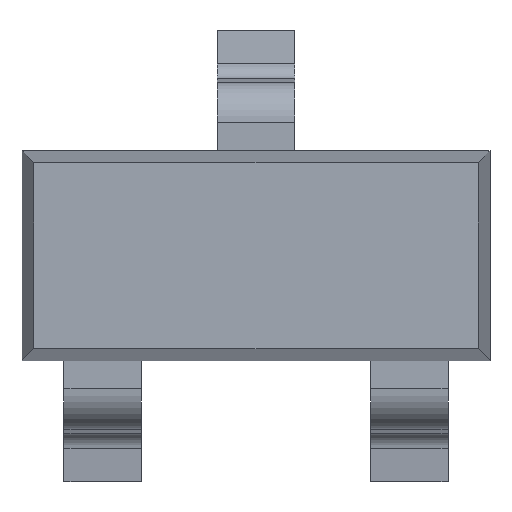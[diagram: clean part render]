
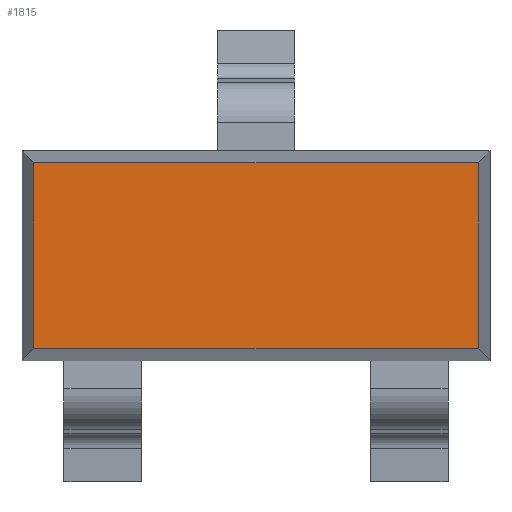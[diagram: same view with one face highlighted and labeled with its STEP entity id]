
A CAD part, top view. The second image highlights one B-rep face of the part: STEP entity #1815.
In plain terms, the highlighted planar face has unit normal (0, 0, 1).
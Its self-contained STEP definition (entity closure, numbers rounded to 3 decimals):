
#324 = PLANE ( 'NONE',  #1119 ) ;
#339 = FACE_OUTER_BOUND ( 'NONE', #1440, .T. ) ;
#349 = CARTESIAN_POINT ( 'NONE',  ( 1.45, 0.65, 1.3 ) ) ;
#350 = DIRECTION ( 'NONE',  ( 0., 0., -1. ) ) ;
#351 = DIRECTION ( 'NONE',  ( -1., 0., 0. ) ) ;
#628 = LINE ( 'NONE', #1935, #1092 ) ;
#683 = CARTESIAN_POINT ( 'NONE',  ( 1.45, 0.576, 1.3 ) ) ;
#684 = DIRECTION ( 'NONE',  ( -1., 0., 0. ) ) ;
#685 = LINE ( 'NONE', #686, #1094 ) ;
#686 = CARTESIAN_POINT ( 'NONE',  ( -1.376, 0.65, 1.3 ) ) ;
#687 = DIRECTION ( 'NONE',  ( 0., -1., 0. ) ) ;
#688 = LINE ( 'NONE', #689, #1095 ) ;
#689 = CARTESIAN_POINT ( 'NONE',  ( 1.45, -0.576, 1.3 ) ) ;
#690 = DIRECTION ( 'NONE',  ( 1., 0., 0. ) ) ;
#1067 = VECTOR ( 'NONE', #684, 1000. ) ;
#1092 = VECTOR ( 'NONE', #1941, 1000. ) ;
#1094 = VECTOR ( 'NONE', #687, 1000. ) ;
#1095 = VECTOR ( 'NONE', #690, 1000. ) ;
#1119 = AXIS2_PLACEMENT_3D ( 'NONE', #349, #350, #351 ) ;
#1143 = LINE ( 'NONE', #683, #1067 ) ;
#1182 = CARTESIAN_POINT ( 'NONE',  ( -1.376, -0.576, 1.3 ) ) ;
#1190 = CARTESIAN_POINT ( 'NONE',  ( 1.376, 0.576, 1.3 ) ) ;
#1210 = CARTESIAN_POINT ( 'NONE',  ( 1.376, -0.576, 1.3 ) ) ;
#1213 = CARTESIAN_POINT ( 'NONE',  ( -1.376, 0.576, 1.3 ) ) ;
#1281 = ORIENTED_EDGE ( 'NONE', *, *, #1717, .T. ) ;
#1440 = EDGE_LOOP ( 'NONE', ( #1281, #1929, #1902, #1905 ) ) ;
#1648 = VERTEX_POINT ( 'NONE', #1213 ) ;
#1651 = VERTEX_POINT ( 'NONE', #1210 ) ;
#1671 = VERTEX_POINT ( 'NONE', #1190 ) ;
#1679 = VERTEX_POINT ( 'NONE', #1182 ) ;
#1717 = EDGE_CURVE ( 'NONE', #1651, #1671, #628, .T. ) ;
#1718 = EDGE_CURVE ( 'NONE', #1671, #1648, #1143, .T. ) ;
#1719 = EDGE_CURVE ( 'NONE', #1648, #1679, #685, .T. ) ;
#1720 = EDGE_CURVE ( 'NONE', #1679, #1651, #688, .T. ) ;
#1815 = ADVANCED_FACE ( 'NONE', ( #339 ), #324, .F. ) ;
#1902 = ORIENTED_EDGE ( 'NONE', *, *, #1719, .T. ) ;
#1905 = ORIENTED_EDGE ( 'NONE', *, *, #1720, .T. ) ;
#1929 = ORIENTED_EDGE ( 'NONE', *, *, #1718, .T. ) ;
#1935 = CARTESIAN_POINT ( 'NONE',  ( 1.376, 0.65, 1.3 ) ) ;
#1941 = DIRECTION ( 'NONE',  ( 0., 1., 0. ) ) ;
